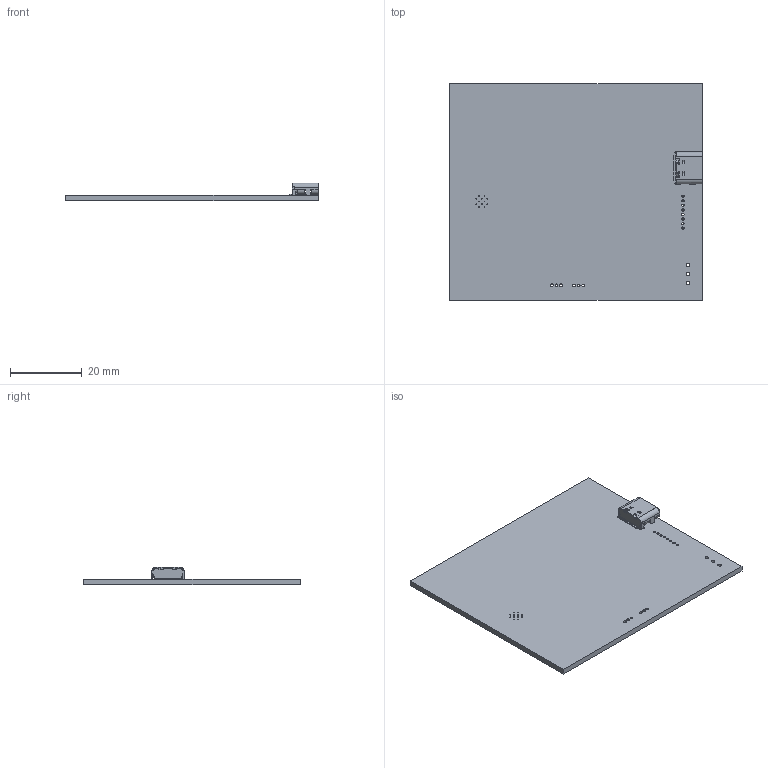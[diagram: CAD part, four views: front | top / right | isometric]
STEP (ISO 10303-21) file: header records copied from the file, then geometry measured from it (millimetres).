
FILE_DESCRIPTION(('KiCad electronic assembly'),'2;1');
FILE_NAME('masbrobot2.step','2023-06-05T02:53:36',('Pcbnew'),('Kicad'), 'Open CASCADE STEP processor 7.6','KiCad to STEP converter','Unknown' );
FILE_SCHEMA(('AUTOMOTIVE_DESIGN { 1 0 10303 214 1 1 1 1 }'));
Length unit declared in the file: millimetre
Products named in the file (4): masbrobot2 1; TYPE-C-31-M-12; COMPOUND; masbrobot PCB
Assembly tree (3 placements, depth 3):
  masbrobot2 1
    TYPE-C-31-M-12
      COMPOUND
    masbrobot PCB
Bounding box: 70.3 x 60.33 x 4.94 mm (x, y, z)
Volume: 6793 mm3; surface area: 9489.3 mm2
Topology: 43 solids, 43 shells, 806 faces, 2016 edges, 1304 vertices
Faces by surface type: plane 635, cylinder 151, cone 20
Full cylindrical faces by diameter (mm): 0.2 x12, 0.6 x2, 0.65 x8, 0.75 x6, 0.95 x3
Entity records: 51713 total; most frequent: CARTESIAN_POINT 10812, DIRECTION 7564, LINE 5280, VECTOR 5280, ORIENTED_EDGE 4032, PCURVE 4032, DEFINITIONAL_REPRESENTATION 4032, EDGE_CURVE 2016
